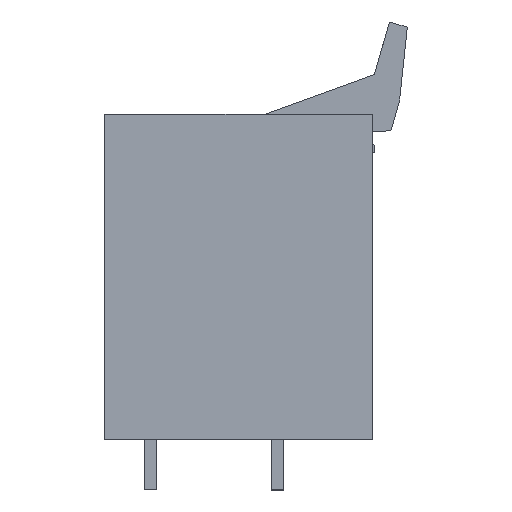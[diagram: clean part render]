
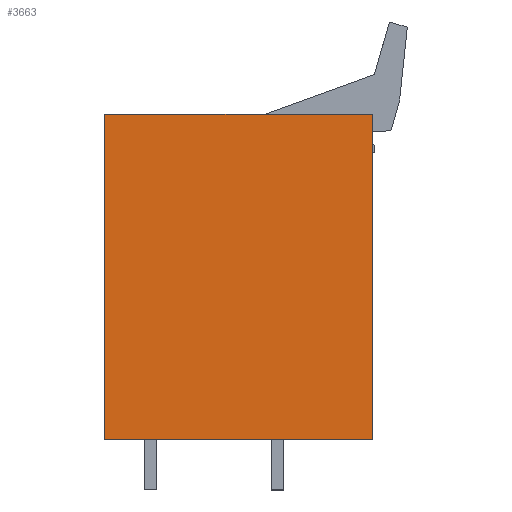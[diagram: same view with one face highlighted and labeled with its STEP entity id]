
A CAD part, left-side view. The second image highlights one B-rep face of the part: STEP entity #3663.
In plain terms, the highlighted planar face has unit normal (-1, 0, 0).
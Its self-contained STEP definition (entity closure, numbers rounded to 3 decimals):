
#3643=AXIS2_PLACEMENT_3D('Plane Axis2P3D',#3640,#3641,#3642) ;
#593=CARTESIAN_POINT('Vertex',(0.,3.452,5.)) ;
#596=CARTESIAN_POINT('Line Origine',(0.,16.677,5.)) ;
#600=CARTESIAN_POINT('Vertex',(0.,29.902,5.)) ;
#1483=CARTESIAN_POINT('Vertex',(0.,3.452,37.13)) ;
#1486=CARTESIAN_POINT('Line Origine',(0.,3.452,21.065)) ;
#3640=CARTESIAN_POINT('Axis2P3D Location',(0.,29.902,0.)) ;
#3645=CARTESIAN_POINT('Line Origine',(0.,16.677,37.13)) ;
#3649=CARTESIAN_POINT('Vertex',(0.,29.902,37.13)) ;
#3652=CARTESIAN_POINT('Line Origine',(0.,29.902,21.065)) ;
#597=DIRECTION('Vector Direction',(0.,-1.,0.)) ;
#1487=DIRECTION('Vector Direction',(0.,0.,1.)) ;
#3641=DIRECTION('Axis2P3D Direction',(-1.,0.,0.)) ;
#3642=DIRECTION('Axis2P3D XDirection',(0.,-1.,0.)) ;
#3646=DIRECTION('Vector Direction',(0.,-1.,0.)) ;
#3653=DIRECTION('Vector Direction',(0.,0.,1.)) ;
#598=VECTOR('Line Direction',#597,1.) ;
#1488=VECTOR('Line Direction',#1487,1.) ;
#3647=VECTOR('Line Direction',#3646,1.) ;
#3654=VECTOR('Line Direction',#3653,1.) ;
#3658=ORIENTED_EDGE('',*,*,#1490,.F.) ;
#3659=ORIENTED_EDGE('',*,*,#3651,.F.) ;
#3660=ORIENTED_EDGE('',*,*,#3656,.F.) ;
#3661=ORIENTED_EDGE('',*,*,#602,.F.) ;
#3663=ADVANCED_FACE('HOUSING',(#3662),#3644,.T.) ;
#602=EDGE_CURVE('',#594,#601,#599,.F.) ;
#1490=EDGE_CURVE('',#1484,#594,#1489,.F.) ;
#3651=EDGE_CURVE('',#3650,#1484,#3648,.T.) ;
#3656=EDGE_CURVE('',#601,#3650,#3655,.T.) ;
#3657=EDGE_LOOP('',(#3658,#3659,#3660,#3661)) ;
#3662=FACE_OUTER_BOUND('',#3657,.T.) ;
#599=LINE('Line',#596,#598) ;
#1489=LINE('Line',#1486,#1488) ;
#3648=LINE('Line',#3645,#3647) ;
#3655=LINE('Line',#3652,#3654) ;
#3644=PLANE('',#3643) ;
#594=VERTEX_POINT('',#593) ;
#601=VERTEX_POINT('',#600) ;
#1484=VERTEX_POINT('',#1483) ;
#3650=VERTEX_POINT('',#3649) ;
